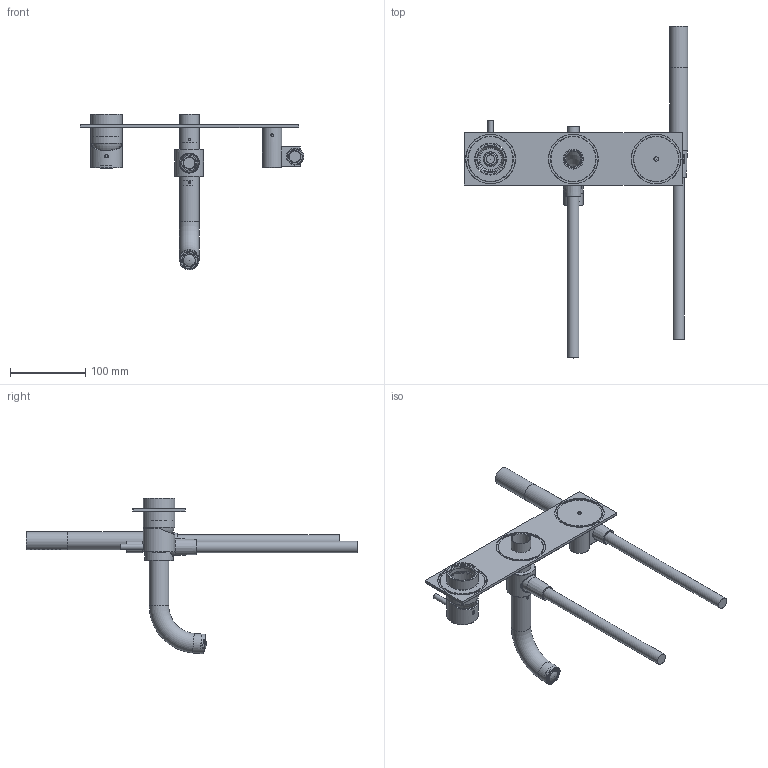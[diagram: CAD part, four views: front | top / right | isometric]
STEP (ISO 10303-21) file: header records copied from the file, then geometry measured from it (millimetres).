
FILE_DESCRIPTION(/* description */ ('Unknown'),/* implementation_level */ '2;1');
FILE_NAME(/* name */ 'CB026',/* time_stamp */ '2016-03-15T10:03:07+01:00',/* author */ ('Unknown'),/* organization */ ('Unknown'),/* preprocessor_version */ 'ST-DEVELOPER v16.7',/* originating_system */ 'DEX',/* authorisation */ $);
FILE_SCHEMA (('AUTOMOTIVE_DESIGN {1 0 10303 214 3 1 1}'));
Length unit declared in the file: millimetre
Products named in the file (1): CB026
Bounding box: 297 x 440.92 x 206.95 mm (x, y, z)
Volume: 101554.7 mm3; surface area: 142917.4 mm2
Topology: 2 solids, 23 shells, 209 faces, 617 edges, 411 vertices
Faces by surface type: cylinder 98, plane 56, torus 25, cone 18, bspline 7, sphere 5
Full cylindrical faces by diameter (mm): 1.5 x23, 3.242 x4, 5 x1, 6 x1, 7 x1, 11 x1, 11.198 x1, 15 x2, 15.5 x1, 16 x1, 16.5 x2, 18 x1, 18.8 x1, 19 x1, 20.997 x1, 22.2 x1, 23.472 x1, 23.5 x1, 24 x2, 24.25 x1, 26 x4, 34.376 x1, 35.376 x1, 35.7 x1, 36.3 x1, 38 x1, 39 x1, 40 x1, 40.2 x1, 42 x2
Entity records: 16223 total; most frequent: CARTESIAN_POINT 10844, DIRECTION 1009, ORIENTED_EDGE 693, AXIS2_PLACEMENT_3D 446, EDGE_CURVE 435, EDGE_LOOP 414, FACE_BOUND 414, VERTEX_POINT 347
